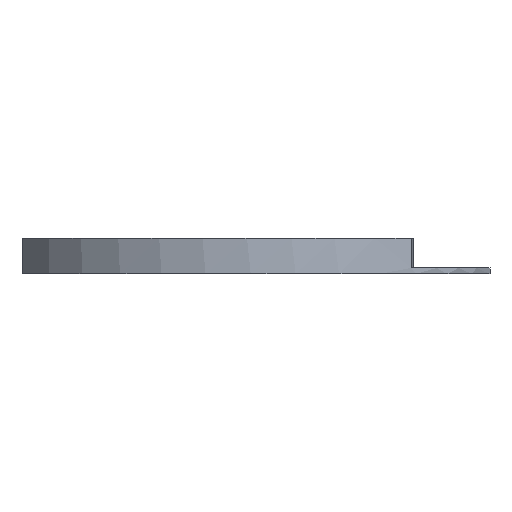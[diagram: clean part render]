
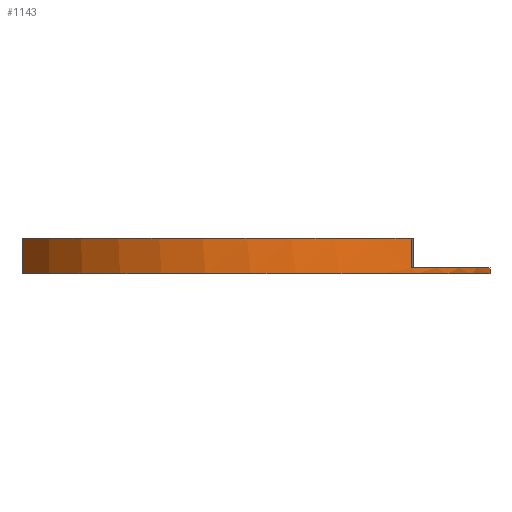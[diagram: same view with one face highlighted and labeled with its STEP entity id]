
A CAD part, left-side view. The second image highlights one B-rep face of the part: STEP entity #1143.
In plain terms, the highlighted cylindrical face has radius 43.566 mm (diameter 87.132 mm), a partial arc.
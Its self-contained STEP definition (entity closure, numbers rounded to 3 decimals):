
#101=FACE_OUTER_BOUND('',#168,.T.);
#168=EDGE_LOOP('',(#1000,#1001,#1002,#1003,#1004,#1005));
#267=LINE('',#1922,#373);
#276=LINE('',#1939,#382);
#277=LINE('',#1942,#383);
#373=VECTOR('',#1566,10.);
#382=VECTOR('',#1585,10.);
#383=VECTOR('',#1590,10.);
#438=CIRCLE('',#1251,43.566);
#450=CIRCLE('',#1264,43.566);
#454=CIRCLE('',#1274,43.566);
#540=VERTEX_POINT('',#1873);
#541=VERTEX_POINT('',#1875);
#556=VERTEX_POINT('',#1908);
#557=VERTEX_POINT('',#1910);
#561=VERTEX_POINT('',#1920);
#564=VERTEX_POINT('',#1937);
#685=EDGE_CURVE('',#541,#540,#438,.T.);
#703=EDGE_CURVE('',#556,#557,#450,.T.);
#709=EDGE_CURVE('',#540,#561,#267,.T.);
#719=EDGE_CURVE('',#564,#557,#276,.T.);
#720=EDGE_CURVE('',#564,#561,#454,.T.);
#721=EDGE_CURVE('',#541,#556,#277,.T.);
#1000=ORIENTED_EDGE('',*,*,#685,.T.);
#1001=ORIENTED_EDGE('',*,*,#709,.T.);
#1002=ORIENTED_EDGE('',*,*,#720,.F.);
#1003=ORIENTED_EDGE('',*,*,#719,.T.);
#1004=ORIENTED_EDGE('',*,*,#703,.F.);
#1005=ORIENTED_EDGE('',*,*,#721,.F.);
#1091=CYLINDRICAL_SURFACE('',#1273,43.566);
#1143=ADVANCED_FACE('',(#101),#1091,.T.);
#1251=AXIS2_PLACEMENT_3D('',#1876,#1523,#1524);
#1264=AXIS2_PLACEMENT_3D('',#1911,#1555,#1556);
#1273=AXIS2_PLACEMENT_3D('',#1940,#1586,#1587);
#1274=AXIS2_PLACEMENT_3D('',#1941,#1588,#1589);
#1523=DIRECTION('center_axis',(0.,0.,1.));
#1524=DIRECTION('ref_axis',(-0.527,0.85,0.));
#1555=DIRECTION('center_axis',(0.,0.,1.));
#1556=DIRECTION('ref_axis',(-0.527,0.85,0.));
#1566=DIRECTION('',(0.,0.,1.));
#1585=DIRECTION('',(0.,0.,1.));
#1586=DIRECTION('center_axis',(0.,0.,1.));
#1587=DIRECTION('ref_axis',(-0.527,0.85,0.));
#1588=DIRECTION('center_axis',(0.,0.,1.));
#1589=DIRECTION('ref_axis',(-0.527,0.85,0.));
#1590=DIRECTION('',(0.,0.,1.));
#1873=CARTESIAN_POINT('',(-15.868,-41.3,0.));
#1875=CARTESIAN_POINT('',(-24.965,37.021,0.));
#1876=CARTESIAN_POINT('Origin',(-2.,0.,0.));
#1908=CARTESIAN_POINT('',(-24.965,37.021,6.));
#1910=CARTESIAN_POINT('',(-35.282,-28.112,6.));
#1911=CARTESIAN_POINT('Origin',(-2.,0.,6.));
#1920=CARTESIAN_POINT('',(-15.868,-41.3,1.));
#1922=CARTESIAN_POINT('',(-15.868,-41.3,0.));
#1937=CARTESIAN_POINT('',(-35.282,-28.112,1.));
#1939=CARTESIAN_POINT('',(-35.282,-28.112,0.));
#1940=CARTESIAN_POINT('Origin',(-2.,0.,0.));
#1941=CARTESIAN_POINT('Origin',(-2.,0.,1.));
#1942=CARTESIAN_POINT('',(-24.965,37.021,0.));
